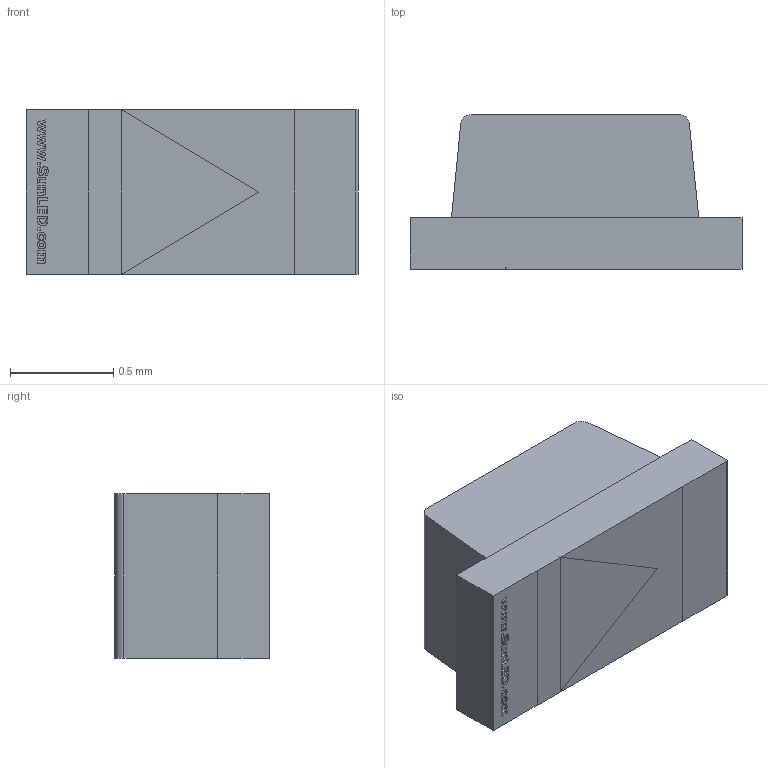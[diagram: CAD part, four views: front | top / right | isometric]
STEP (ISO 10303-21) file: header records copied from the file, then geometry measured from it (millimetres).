
FILE_DESCRIPTION (( 'STEP AP214' ), '1' );
FILE_NAME ('XZxx53-1.STEP', '2015-08-25T18:18:37', ( '' ), ( '' ), 'SwSTEP 2.0', 'SolidWorks 2012', '' );
FILE_SCHEMA (( 'AUTOMOTIVE_DESIGN' ));
Length unit declared in the file: millimetre
Products named in the file (1): XZxx53-1
Bounding box: 1.61 x 0.75 x 0.8 mm (x, y, z)
Volume: 0.8 mm3; surface area: 8.1 mm2
Topology: 3 solids, 3 shells, 221 faces, 597 edges, 398 vertices
Faces by surface type: plane 151, bspline 68, cylinder 2
Entity records: 11915 total; most frequent: CARTESIAN_POINT 4429, ORIENTED_EDGE 1194, DIRECTION 773, EDGE_CURVE 597, LINE 457, VECTOR 457, VERTEX_POINT 398, EDGE_LOOP 237
